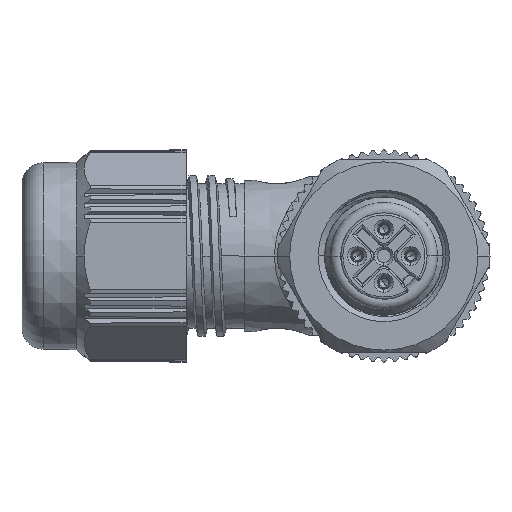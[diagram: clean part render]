
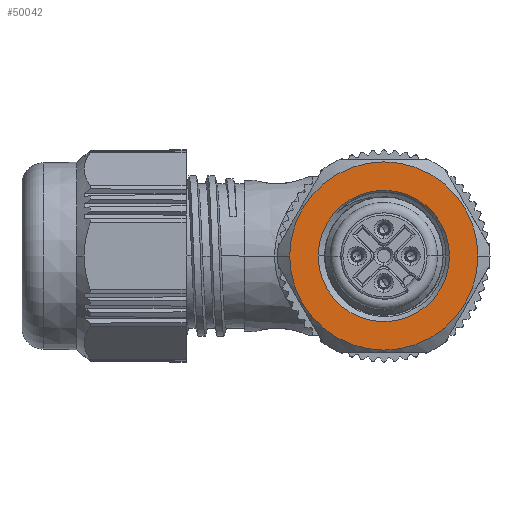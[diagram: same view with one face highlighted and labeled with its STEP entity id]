
A CAD part, front view. The second image highlights one B-rep face of the part: STEP entity #50042.
In plain terms, the highlighted planar face has unit normal (0, -1, 0).
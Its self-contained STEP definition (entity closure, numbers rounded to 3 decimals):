
#11287=CARTESIAN_POINT('',(0.,-8.55,0.));
#11288=DIRECTION('',(0.,1.,0.));
#11289=DIRECTION('',(-1.,0.,0.));
#11290=AXIS2_PLACEMENT_3D('',#11287,#11288,#11289);
#11292=CARTESIAN_POINT('',(0.,-8.55,0.));
#11293=DIRECTION('',(0.,1.,0.));
#11294=DIRECTION('',(1.,0.,0.));
#11295=AXIS2_PLACEMENT_3D('',#11292,#11293,#11294);
#11297=CARTESIAN_POINT('',(0.,-8.55,0.));
#11298=DIRECTION('',(0.,-1.,0.));
#11299=DIRECTION('',(1.,0.,0.));
#11300=AXIS2_PLACEMENT_3D('',#11297,#11298,#11299);
#11302=CARTESIAN_POINT('',(0.,-8.55,0.));
#11303=DIRECTION('',(0.,-1.,0.));
#11304=DIRECTION('',(0.,0.,1.));
#11305=AXIS2_PLACEMENT_3D('',#11302,#11303,#11304);
#11307=CARTESIAN_POINT('',(0.,-8.55,0.));
#11308=DIRECTION('',(0.,-1.,0.));
#11309=DIRECTION('',(-1.,0.,0.));
#11310=AXIS2_PLACEMENT_3D('',#11307,#11308,#11309);
#11312=CARTESIAN_POINT('',(0.,-8.55,0.));
#11313=DIRECTION('',(0.,-1.,0.));
#11314=DIRECTION('',(0.,0.,-1.));
#11315=AXIS2_PLACEMENT_3D('',#11312,#11313,#11314);
#33324=CARTESIAN_POINT('',(-8.779,-8.55,0.));
#33325=CARTESIAN_POINT('',(8.779,-8.55,0.));
#33326=VERTEX_POINT('',#33324);
#33327=VERTEX_POINT('',#33325);
#33330=CARTESIAN_POINT('',(0.,-8.55,6.125));
#33331=CARTESIAN_POINT('',(-6.125,-8.55,0.));
#33332=VERTEX_POINT('',#33330);
#33333=VERTEX_POINT('',#33331);
#33334=CARTESIAN_POINT('',(6.125,-8.55,0.));
#33335=VERTEX_POINT('',#33334);
#33336=CARTESIAN_POINT('',(0.,-8.55,-6.125));
#33337=VERTEX_POINT('',#33336);
#50022=CARTESIAN_POINT('',(0.,-8.55,0.));
#50023=DIRECTION('',(0.,1.,0.));
#50024=DIRECTION('',(1.,0.,0.));
#50025=AXIS2_PLACEMENT_3D('',#50022,#50023,#50024);
#50026=PLANE('',#50025);
#50027=ORIENTED_EDGE('',*,*,#50004,.T.);
#50029=ORIENTED_EDGE('',*,*,#50028,.T.);
#50030=EDGE_LOOP('',(#50027,#50029));
#50031=FACE_OUTER_BOUND('',#50030,.F.);
#50033=ORIENTED_EDGE('',*,*,#50032,.T.);
#50035=ORIENTED_EDGE('',*,*,#50034,.T.);
#50037=ORIENTED_EDGE('',*,*,#50036,.T.);
#50039=ORIENTED_EDGE('',*,*,#50038,.T.);
#50040=EDGE_LOOP('',(#50033,#50035,#50037,#50039));
#50041=FACE_BOUND('',#50040,.F.);
#50042=ADVANCED_FACE('',(#50031,#50041),#50026,.F.);
#11291=CIRCLE('',#11290,8.779);
#11296=CIRCLE('',#11295,8.779);
#11301=CIRCLE('',#11300,6.125);
#11306=CIRCLE('',#11305,6.125);
#11311=CIRCLE('',#11310,6.125);
#11316=CIRCLE('',#11315,6.125);
#50004=EDGE_CURVE('',#33326,#33327,#11291,.T.);
#50028=EDGE_CURVE('',#33327,#33326,#11296,.T.);
#50032=EDGE_CURVE('',#33335,#33332,#11301,.T.);
#50034=EDGE_CURVE('',#33332,#33333,#11306,.T.);
#50036=EDGE_CURVE('',#33333,#33337,#11311,.T.);
#50038=EDGE_CURVE('',#33337,#33335,#11316,.T.);
